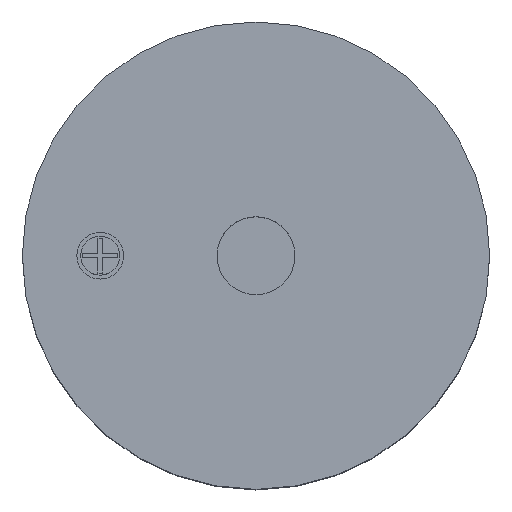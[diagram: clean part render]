
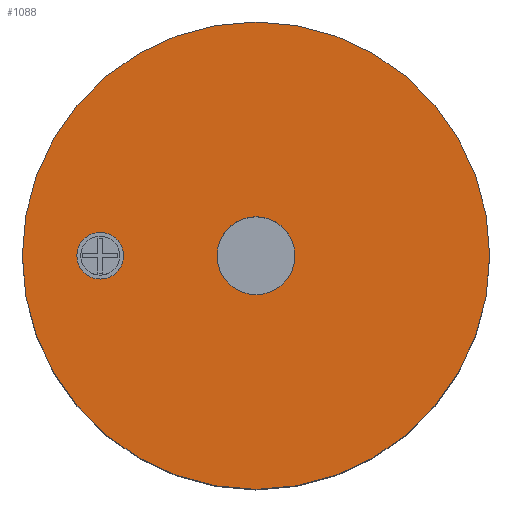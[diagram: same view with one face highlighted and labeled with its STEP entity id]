
A CAD part, top view. The second image highlights one B-rep face of the part: STEP entity #1088.
In plain terms, the highlighted planar face has unit normal (0, 0, 1).
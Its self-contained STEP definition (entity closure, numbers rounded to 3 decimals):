
#1 = CIRCLE ( 'NONE', #57, 6. ) ;
#27 = CARTESIAN_POINT ( 'NONE',  ( 0., 0., 9. ) ) ;
#28 = AXIS2_PLACEMENT_3D ( 'NONE', #27, #92, #91 ) ;
#29 = CIRCLE ( 'NONE', #28, 1. ) ;
#30 = DIRECTION ( 'NONE',  ( 1., 0., 0. ) ) ;
#31 = DIRECTION ( 'NONE',  ( 0., 0., 1. ) ) ;
#32 = CARTESIAN_POINT ( 'NONE',  ( 0., 0., 9. ) ) ;
#33 = AXIS2_PLACEMENT_3D ( 'NONE', #32, #31, #30 ) ;
#34 = PLANE ( 'NONE',  #33 ) ;
#50 = FACE_OUTER_BOUND ( 'NONE', #1086, .T. ) ;
#51 = FACE_BOUND ( 'NONE', #909, .T. ) ;
#52 = FACE_BOUND ( 'NONE', #967, .T. ) ;
#54 = DIRECTION ( 'NONE',  ( 1., 0., 0. ) ) ;
#55 = DIRECTION ( 'NONE',  ( 0., 0., 1. ) ) ;
#56 = CARTESIAN_POINT ( 'NONE',  ( 0., 0., 9. ) ) ;
#57 = AXIS2_PLACEMENT_3D ( 'NONE', #56, #55, #54 ) ;
#91 = DIRECTION ( 'NONE',  ( 1., 0., 0. ) ) ;
#92 = DIRECTION ( 'NONE',  ( 0., 0., 1. ) ) ;
#355 = CARTESIAN_POINT ( 'NONE',  ( -3.4, 0., 9. ) ) ;
#406 = CIRCLE ( 'NONE', #416, 6. ) ;
#407 = DIRECTION ( 'NONE',  ( 1., 0., 0. ) ) ;
#411 = DIRECTION ( 'NONE',  ( 0., 0., 1. ) ) ;
#412 = CARTESIAN_POINT ( 'NONE',  ( -4., 0., 9. ) ) ;
#413 = DIRECTION ( 'NONE',  ( 1., 0., 0. ) ) ;
#414 = DIRECTION ( 'NONE',  ( 0., 0., 1. ) ) ;
#415 = CARTESIAN_POINT ( 'NONE',  ( 0., 0., 9. ) ) ;
#416 = AXIS2_PLACEMENT_3D ( 'NONE', #415, #414, #413 ) ;
#424 = CIRCLE ( 'NONE', #428, 0.6 ) ;
#425 = CARTESIAN_POINT ( 'NONE',  ( -4.6, 0., 9. ) ) ;
#426 = CARTESIAN_POINT ( 'NONE',  ( 6., 0., 9. ) ) ;
#428 = AXIS2_PLACEMENT_3D ( 'NONE', #412, #411, #407 ) ;
#446 = DIRECTION ( 'NONE',  ( 1., 0., 0. ) ) ;
#447 = DIRECTION ( 'NONE',  ( 0., 0., 1. ) ) ;
#448 = CARTESIAN_POINT ( 'NONE',  ( 0., 0., 9. ) ) ;
#449 = AXIS2_PLACEMENT_3D ( 'NONE', #448, #447, #446 ) ;
#450 = CIRCLE ( 'NONE', #449, 1. ) ;
#451 = CARTESIAN_POINT ( 'NONE',  ( -1., 0., 9. ) ) ;
#486 = CARTESIAN_POINT ( 'NONE',  ( 1., 0., 9. ) ) ;
#571 = CARTESIAN_POINT ( 'NONE',  ( -6., 0., 9. ) ) ;
#909 = EDGE_LOOP ( 'NONE', ( #910, #1085 ) ) ;
#910 = ORIENTED_EDGE ( 'NONE', *, *, #911, .F. ) ;
#911 = EDGE_CURVE ( 'NONE', #1018, #1031, #1503, .T. ) ;
#935 = VERTEX_POINT ( 'NONE', #571 ) ;
#967 = EDGE_LOOP ( 'NONE', ( #1090, #1092 ) ) ;
#968 = ORIENTED_EDGE ( 'NONE', *, *, #1027, .T. ) ;
#1018 = VERTEX_POINT ( 'NONE', #355 ) ;
#1025 = EDGE_CURVE ( 'NONE', #1031, #1018, #424, .T. ) ;
#1027 = EDGE_CURVE ( 'NONE', #1030, #935, #406, .T. ) ;
#1030 = VERTEX_POINT ( 'NONE', #426 ) ;
#1031 = VERTEX_POINT ( 'NONE', #425 ) ;
#1038 = VERTEX_POINT ( 'NONE', #451 ) ;
#1039 = EDGE_CURVE ( 'NONE', #1038, #1040, #450, .T. ) ;
#1040 = VERTEX_POINT ( 'NONE', #486 ) ;
#1081 = EDGE_CURVE ( 'NONE', #935, #1030, #1, .T. ) ;
#1085 = ORIENTED_EDGE ( 'NONE', *, *, #1025, .F. ) ;
#1086 = EDGE_LOOP ( 'NONE', ( #1087, #968 ) ) ;
#1087 = ORIENTED_EDGE ( 'NONE', *, *, #1081, .T. ) ;
#1088 = ADVANCED_FACE ( 'NONE', ( #52, #51, #50 ), #34, .T. ) ;
#1090 = ORIENTED_EDGE ( 'NONE', *, *, #1091, .F. ) ;
#1091 = EDGE_CURVE ( 'NONE', #1040, #1038, #29, .T. ) ;
#1092 = ORIENTED_EDGE ( 'NONE', *, *, #1039, .F. ) ;
#1499 = DIRECTION ( 'NONE',  ( 1., 0., 0. ) ) ;
#1500 = DIRECTION ( 'NONE',  ( 0., 0., 1. ) ) ;
#1501 = CARTESIAN_POINT ( 'NONE',  ( -4., 0., 9. ) ) ;
#1502 = AXIS2_PLACEMENT_3D ( 'NONE', #1501, #1500, #1499 ) ;
#1503 = CIRCLE ( 'NONE', #1502, 0.6 ) ;
